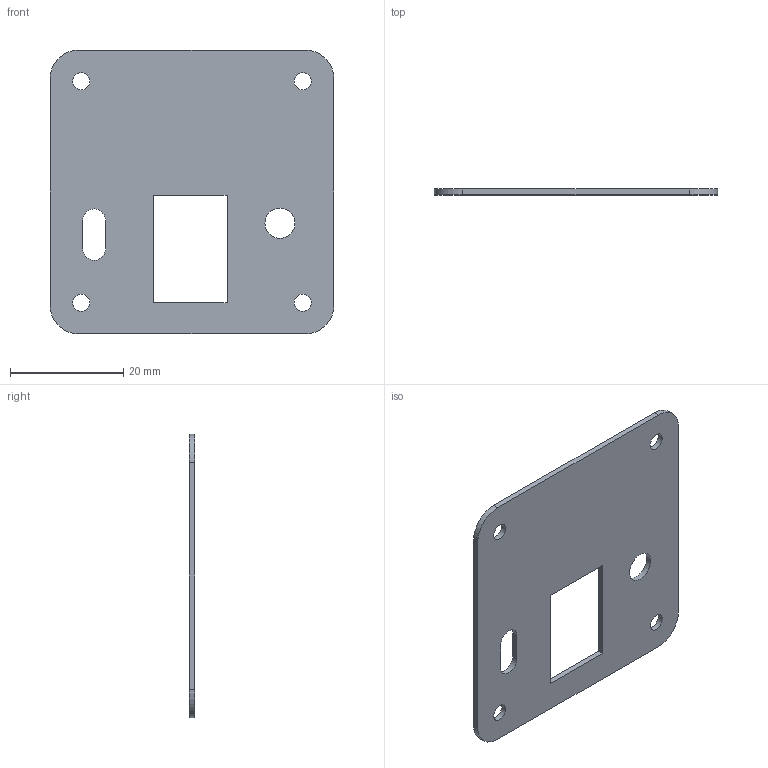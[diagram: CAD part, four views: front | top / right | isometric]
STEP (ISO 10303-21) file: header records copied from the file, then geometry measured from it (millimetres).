
FILE_DESCRIPTION(/* description */ (''),/* implementation_level */ '2;1');
FILE_NAME(/* name */ 'front.stp',/* time_stamp */ '2017-04-18T18:09:10+02:00',/* author */ (''),/* organization */ (''),/* preprocessor_version */ 'ST-DEVELOPER v16.5',/* originating_system */ 'Autodesk Translation Framework v5.2.0.2920',/* authorisation */ '');
FILE_SCHEMA (('AUTOMOTIVE_DESIGN { 1 0 10303 214 3 1 1 }'));
Length unit declared in the file: millimetre
Products named in the file (1): front
Bounding box: 50 x 1 x 50 mm (x, y, z)
Volume: 2148.2 mm3; surface area: 4628.9 mm2
Topology: 1 solids, 1 shells, 23 faces, 63 edges, 42 vertices
Faces by surface type: plane 12, cylinder 11
Full cylindrical faces by diameter (mm): 3 x4, 5.3 x1
Entity records: 772 total; most frequent: DIRECTION 128, CARTESIAN_POINT 124, ORIENTED_EDGE 116, EDGE_CURVE 58, AXIS2_PLACEMENT_3D 46, EDGE_LOOP 42, VERTEX_POINT 42, LINE 36
